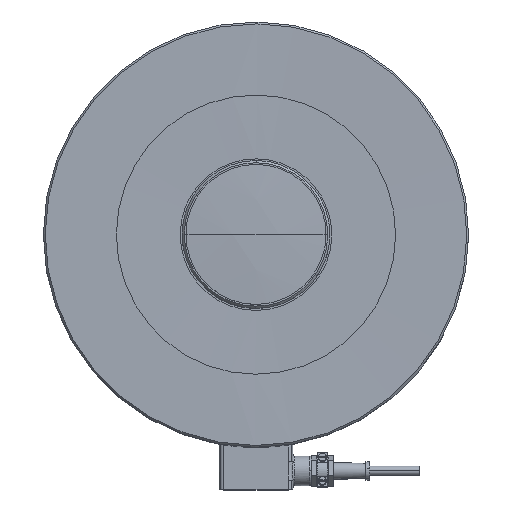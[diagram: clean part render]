
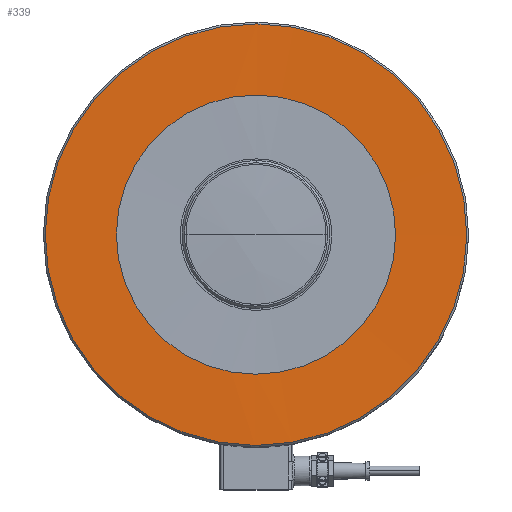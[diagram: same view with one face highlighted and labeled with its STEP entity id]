
A CAD part, top view. The second image highlights one B-rep face of the part: STEP entity #339.
In plain terms, the highlighted planar face has unit normal (0, 0, 1).
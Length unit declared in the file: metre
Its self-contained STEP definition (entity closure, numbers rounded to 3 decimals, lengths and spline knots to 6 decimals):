
#339=ADVANCED_FACE('0:110',(#970,#971),#972,.T.);
#970=FACE_OUTER_BOUND('',#1930,.T.);
#971=FACE_BOUND('',#1931,.T.);
#972=PLANE('',#1932);
#1930=EDGE_LOOP('',(#3188,#3189));
#1931=EDGE_LOOP('',(#3190,#3191));
#1932=AXIS2_PLACEMENT_3D('',#3192,#3193,#3194);
#3188=ORIENTED_EDGE('',*,*,#6141,.T.);
#3189=ORIENTED_EDGE('',*,*,#6142,.T.);
#3190=ORIENTED_EDGE('',*,*,#6143,.F.);
#3191=ORIENTED_EDGE('',*,*,#6144,.F.);
#3192=CARTESIAN_POINT('',(-0.27885,-0.213239,0.));
#3193=DIRECTION('',(0.,0.,1.0));
#3194=DIRECTION('',(-1.0,0.,0.));
#6141=EDGE_CURVE('0:1037',#7254,#7255,#7256,.T.);
#6142=EDGE_CURVE('',#7255,#7254,#7257,.T.);
#6143=EDGE_CURVE('0:1046',#7258,#7259,#7260,.T.);
#6144=EDGE_CURVE('0:1049',#7259,#7258,#7261,.T.);
#7254=VERTEX_POINT('',#8902);
#7255=VERTEX_POINT('',#8903);
#7256=CIRCLE('',#8904,0.114);
#7257=CIRCLE('',#8905,0.114);
#7258=VERTEX_POINT('',#8906);
#7259=VERTEX_POINT('',#8907);
#7260=CIRCLE('',#8908,0.0755);
#7261=CIRCLE('',#8909,0.0755);
#8902=CARTESIAN_POINT('',(-0.277911,-0.004491,0.));
#8903=CARTESIAN_POINT('',(-0.278937,-0.232489,0.));
#8904=AXIS2_PLACEMENT_3D('',#11761,#11762,#11763);
#8905=AXIS2_PLACEMENT_3D('',#11764,#11765,#11766);
#8906=CARTESIAN_POINT('',(-0.278764,-0.193989,-0.00025));
#8907=CARTESIAN_POINT('',(-0.278084,-0.042991,-0.00025));
#8908=AXIS2_PLACEMENT_3D('',#11767,#11768,#11769);
#8909=AXIS2_PLACEMENT_3D('',#11770,#11771,#11772);
#11761=CARTESIAN_POINT('',(-0.278424,-0.11849,0.));
#11762=DIRECTION('',(0.,0.,1.0));
#11763=DIRECTION('',(-0.004,-1.,0.));
#11764=CARTESIAN_POINT('',(-0.278424,-0.11849,0.));
#11765=DIRECTION('',(0.,0.,1.0));
#11766=DIRECTION('',(-0.004,-1.,0.));
#11767=CARTESIAN_POINT('',(-0.278424,-0.11849,-0.0005));
#11768=DIRECTION('',(0.,0.,1.0));
#11769=DIRECTION('',(-0.004,-1.,0.));
#11770=CARTESIAN_POINT('',(-0.278424,-0.11849,0.));
#11771=DIRECTION('',(0.,0.,1.0));
#11772=DIRECTION('',(-0.004,-1.,0.));
